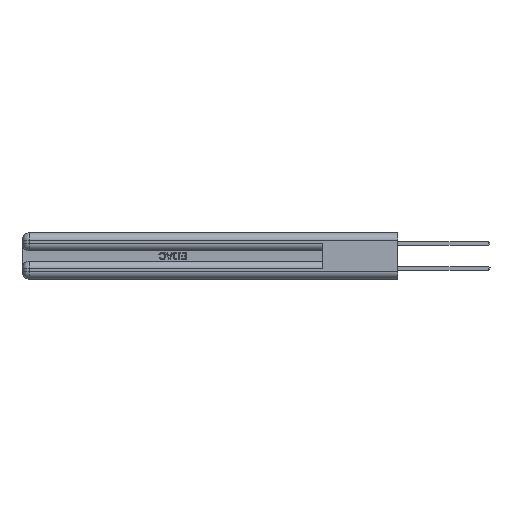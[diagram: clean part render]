
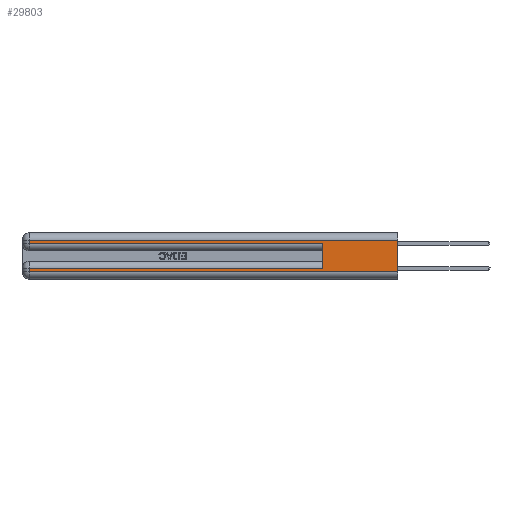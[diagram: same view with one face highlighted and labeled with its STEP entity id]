
A CAD part, left-side view. The second image highlights one B-rep face of the part: STEP entity #29803.
In plain terms, the highlighted planar face has unit normal (-1, 0, 0).
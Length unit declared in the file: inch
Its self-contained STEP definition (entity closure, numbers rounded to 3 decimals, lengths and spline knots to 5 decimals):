
#534 = VECTOR ( 'NONE', #23288, 39.37008 ) ;
#1428 = CARTESIAN_POINT ( 'NONE',  ( 0., 2.94, 0.06 ) ) ;
#1791 = DIRECTION ( 'NONE',  ( 0., 1., 0. ) ) ;
#2118 = DIRECTION ( 'NONE',  ( 1., 0., 0. ) ) ;
#2159 = CARTESIAN_POINT ( 'NONE',  ( 0., 2.94, 0.37 ) ) ;
#3643 = CARTESIAN_POINT ( 'NONE',  ( 0., 0., 0.06 ) ) ;
#3656 = CARTESIAN_POINT ( 'NONE',  ( 0., 2.94, 0.37 ) ) ;
#4611 = ORIENTED_EDGE ( 'NONE', *, *, #5027, .T. ) ;
#4919 = LINE ( 'NONE', #41945, #11034 ) ;
#5027 = EDGE_CURVE ( 'NONE', #7027, #43445, #36729, .T. ) ;
#5753 = LINE ( 'NONE', #15411, #27161 ) ;
#7027 = VERTEX_POINT ( 'NONE', #1428 ) ;
#8308 = ORIENTED_EDGE ( 'NONE', *, *, #20165, .F. ) ;
#8874 = VERTEX_POINT ( 'NONE', #13424 ) ;
#9806 = CARTESIAN_POINT ( 'NONE',  ( 0., 0., 0.31 ) ) ;
#10201 = CARTESIAN_POINT ( 'NONE',  ( 0., 0., 0.37 ) ) ;
#10635 = VERTEX_POINT ( 'NONE', #11695 ) ;
#11034 = VECTOR ( 'NONE', #46211, 39.37008 ) ;
#11691 = EDGE_CURVE ( 'NONE', #38752, #20670, #31677, .T. ) ;
#11695 = CARTESIAN_POINT ( 'NONE',  ( 0., 2.94, 0.285 ) ) ;
#12415 = VECTOR ( 'NONE', #1791, 39.37008 ) ;
#13011 = EDGE_CURVE ( 'NONE', #8874, #7027, #22444, .T. ) ;
#13424 = CARTESIAN_POINT ( 'NONE',  ( 0., 2.94, 0.085 ) ) ;
#13791 = PLANE ( 'NONE',  #13903 ) ;
#13853 = DIRECTION ( 'NONE',  ( 0., 0., -1. ) ) ;
#13903 = AXIS2_PLACEMENT_3D ( 'NONE', #45241, #2118, #17884 ) ;
#14763 = ORIENTED_EDGE ( 'NONE', *, *, #21777, .T. ) ;
#15065 = VECTOR ( 'NONE', #37127, 39.37008 ) ;
#15411 = CARTESIAN_POINT ( 'NONE',  ( 0., 0., 0.285 ) ) ;
#17651 = VERTEX_POINT ( 'NONE', #22010 ) ;
#17884 = DIRECTION ( 'NONE',  ( 0., 0., -1. ) ) ;
#18113 = CARTESIAN_POINT ( 'NONE',  ( 0., 0., 0.31 ) ) ;
#20165 = EDGE_CURVE ( 'NONE', #28028, #43445, #22469, .T. ) ;
#20670 = VERTEX_POINT ( 'NONE', #40343 ) ;
#21170 = FACE_OUTER_BOUND ( 'NONE', #29570, .T. ) ;
#21777 = EDGE_CURVE ( 'NONE', #10635, #20670, #5753, .T. ) ;
#22010 = CARTESIAN_POINT ( 'NONE',  ( 0., 2.94, 0.31 ) ) ;
#22362 = CARTESIAN_POINT ( 'NONE',  ( 0., 0., 0.06 ) ) ;
#22444 = LINE ( 'NONE', #3656, #41895 ) ;
#22469 = LINE ( 'NONE', #10201, #46815 ) ;
#22525 = EDGE_CURVE ( 'NONE', #28028, #17651, #47733, .T. ) ;
#23288 = DIRECTION ( 'NONE',  ( 0., 0., 1. ) ) ;
#23966 = VECTOR ( 'NONE', #49905, 39.37008 ) ;
#24623 = EDGE_CURVE ( 'NONE', #38752, #8874, #4919, .T. ) ;
#26828 = DIRECTION ( 'NONE',  ( 0., -1., 0. ) ) ;
#27161 = VECTOR ( 'NONE', #26828, 39.37008 ) ;
#27851 = ORIENTED_EDGE ( 'NONE', *, *, #33947, .T. ) ;
#28028 = VERTEX_POINT ( 'NONE', #18113 ) ;
#29570 = EDGE_LOOP ( 'NONE', ( #8308, #49264, #27851, #14763, #38795, #47589, #44217, #4611 ) ) ;
#29803 = ADVANCED_FACE ( 'NONE', ( #21170 ), #13791, .F. ) ;
#31283 = DIRECTION ( 'NONE',  ( 0., 0., -1. ) ) ;
#31677 = LINE ( 'NONE', #46912, #534 ) ;
#33348 = CARTESIAN_POINT ( 'NONE',  ( 0., 0.6, 0.085 ) ) ;
#33947 = EDGE_CURVE ( 'NONE', #17651, #10635, #36981, .T. ) ;
#36729 = LINE ( 'NONE', #22362, #23966 ) ;
#36981 = LINE ( 'NONE', #2159, #15065 ) ;
#37127 = DIRECTION ( 'NONE',  ( 0., 0., -1. ) ) ;
#38752 = VERTEX_POINT ( 'NONE', #33348 ) ;
#38795 = ORIENTED_EDGE ( 'NONE', *, *, #11691, .F. ) ;
#40343 = CARTESIAN_POINT ( 'NONE',  ( 0., 0.6, 0.285 ) ) ;
#41895 = VECTOR ( 'NONE', #31283, 39.37008 ) ;
#41945 = CARTESIAN_POINT ( 'NONE',  ( 0., 0., 0.085 ) ) ;
#43445 = VERTEX_POINT ( 'NONE', #3643 ) ;
#44217 = ORIENTED_EDGE ( 'NONE', *, *, #13011, .T. ) ;
#45241 = CARTESIAN_POINT ( 'NONE',  ( 0., 0., 0.37 ) ) ;
#46211 = DIRECTION ( 'NONE',  ( 0., 1., 0. ) ) ;
#46815 = VECTOR ( 'NONE', #13853, 39.37008 ) ;
#46912 = CARTESIAN_POINT ( 'NONE',  ( 0., 0.6, 0.145 ) ) ;
#47589 = ORIENTED_EDGE ( 'NONE', *, *, #24623, .T. ) ;
#47733 = LINE ( 'NONE', #9806, #12415 ) ;
#49264 = ORIENTED_EDGE ( 'NONE', *, *, #22525, .T. ) ;
#49905 = DIRECTION ( 'NONE',  ( 0., -1., 0. ) ) ;
